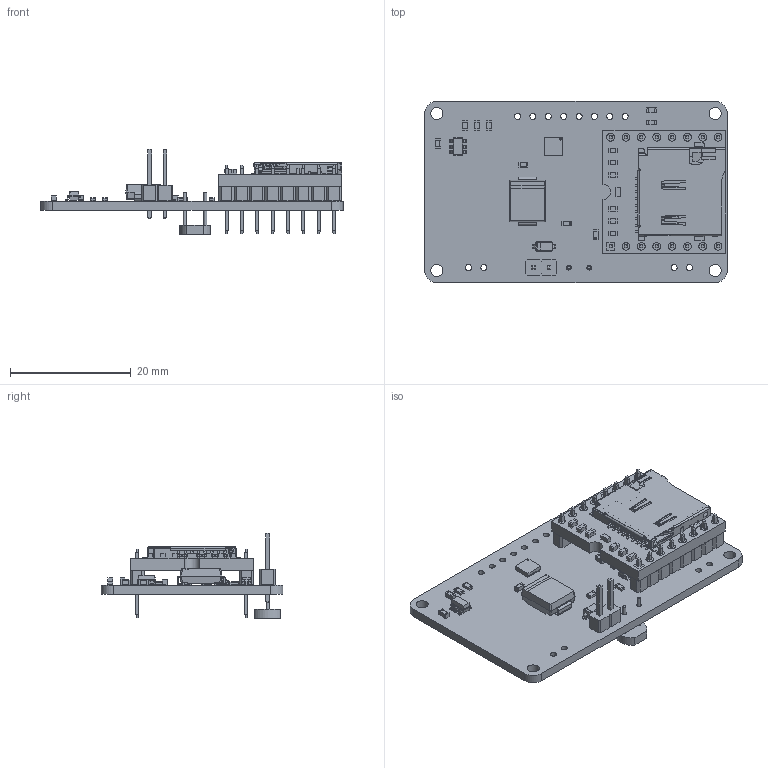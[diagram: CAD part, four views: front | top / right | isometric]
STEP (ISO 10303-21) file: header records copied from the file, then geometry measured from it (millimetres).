
FILE_DESCRIPTION(('KiCad electronic assembly'),'2;1');
FILE_NAME('ClockV1.step','2025-05-08T01:46:10',('Pcbnew'),('Kicad'), 'Open CASCADE STEP processor 7.8','KiCad to STEP converter','Unknown' );
FILE_SCHEMA(('AUTOMOTIVE_DESIGN { 1 0 10303 214 1 1 1 1 }'));
Length unit declared in the file: millimetre
Products named in the file (17): ClockV1 1; C_0603_1608Metric; LED_0603_1608Metric; R_0603_1608Metric; DFR0299; MAX14611ETD_; FDN327N; SS34; D_SOD-123; DMP2045UQ-7; Body; PinsArrayL; FilletPinR; PinHeader_1x02_P2.54mm_Vertical; SOT-23-6; R_LDR_5.1x4.3mm_P3.4mm_Vertical; ClockV1_PCB
Assembly tree (28 placements, depth 3):
  ClockV1 1
    C_0603_1608Metric  x4
    LED_0603_1608Metric  x2
    R_0603_1608Metric  x9
    DFR0299
    MAX14611ETD_
    FDN327N
    SS34
    D_SOD-123
    DMP2045UQ-7
      Body
      PinsArrayL
      FilletPinR
    PinHeader_1x02_P2.54mm_Vertical
    SOT-23-6
    R_LDR_5.1x4.3mm_P3.4mm_Vertical
    ClockV1_PCB
Bounding box: 50 x 30 x 14.22 mm (x, y, z)
Volume: 3682.8 mm3; surface area: 7223.7 mm2
Topology: 125 solids, 125 shells, 2604 faces, 6617 edges, 4269 vertices
Faces by surface type: plane 1986, cylinder 554, bspline 62, cone 2
Full cylindrical faces by diameter (mm): 0.163 x1, 0.2 x4, 0.5 x4, 0.8 x18, 1 x14, 2 x4
Entity records: 72192 total; most frequent: CARTESIAN_POINT 13192, ORIENTED_EDGE 11448, DIRECTION 10968, EDGE_CURVE 5724, LINE 4762, VECTOR 4762, VERTEX_POINT 3687, AXIS2_PLACEMENT_3D 3103
